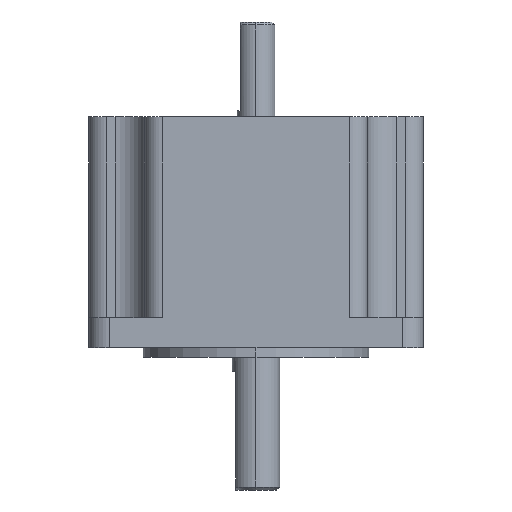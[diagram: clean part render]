
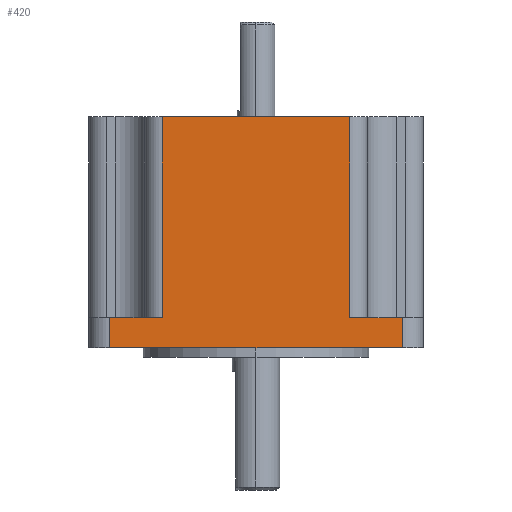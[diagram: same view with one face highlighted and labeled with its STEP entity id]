
A CAD part, left-side view. The second image highlights one B-rep face of the part: STEP entity #420.
In plain terms, the highlighted planar face has unit normal (-1, 0, 0).
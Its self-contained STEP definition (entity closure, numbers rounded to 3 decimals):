
#122 = PLANE ( 'NONE',  #1583 ) ;
#123 = CARTESIAN_POINT ( 'NONE',  ( -28.2, 28.2, 5.08 ) ) ;
#124 = DIRECTION ( 'NONE',  ( 1., 0., 0. ) ) ;
#125 = DIRECTION ( 'NONE',  ( 0., 1., 0. ) ) ;
#178 = VECTOR ( 'NONE', #1696, 1000. ) ;
#214 = VECTOR ( 'NONE', #1826, 1000. ) ;
#232 = VECTOR ( 'NONE', #1181, 1000. ) ;
#240 = VECTOR ( 'NONE', #1206, 1000. ) ;
#261 = VECTOR ( 'NONE', #1692, 1000. ) ;
#285 = VECTOR ( 'NONE', #1506, 1000. ) ;
#302 = VECTOR ( 'NONE', #1694, 1000. ) ;
#358 = CARTESIAN_POINT ( 'NONE',  ( -28.2, -24.7, 5.08 ) ) ;
#359 = DIRECTION ( 'NONE',  ( 0., 0., 1. ) ) ;
#420 = ADVANCED_FACE ( 'NONE', ( #1174 ), #122, .F. ) ;
#470 = EDGE_CURVE ( 'NONE', #863, #1365, #1254, .T. ) ;
#471 = EDGE_CURVE ( 'NONE', #788, #864, #1255, .T. ) ;
#472 = EDGE_CURVE ( 'NONE', #789, #1072, #1256, .T. ) ;
#601 = ORIENTED_EDGE ( 'NONE', *, *, #678, .T. ) ;
#602 = ORIENTED_EDGE ( 'NONE', *, *, #669, .F. ) ;
#603 = ORIENTED_EDGE ( 'NONE', *, *, #739, .T. ) ;
#620 = CARTESIAN_POINT ( 'NONE',  ( -28.2, 24.7, 5.08 ) ) ;
#621 = CARTESIAN_POINT ( 'NONE',  ( -28.2, 15.8, 5.08 ) ) ;
#659 = EDGE_CURVE ( 'NONE', #863, #864, #1269, .T. ) ;
#669 = EDGE_CURVE ( 'NONE', #1072, #1073, #1274, .T. ) ;
#678 = EDGE_CURVE ( 'NONE', #1365, #801, #1275, .T. ) ;
#694 = EDGE_CURVE ( 'NONE', #788, #789, #1433, .T. ) ;
#739 = EDGE_CURVE ( 'NONE', #801, #1073, #1456, .T. ) ;
#788 = VERTEX_POINT ( 'NONE', #971 ) ;
#789 = VERTEX_POINT ( 'NONE', #972 ) ;
#801 = VERTEX_POINT ( 'NONE', #984 ) ;
#863 = VERTEX_POINT ( 'NONE', #620 ) ;
#864 = VERTEX_POINT ( 'NONE', #621 ) ;
#971 = CARTESIAN_POINT ( 'NONE',  ( -28.2, 15.8, 39. ) ) ;
#972 = CARTESIAN_POINT ( 'NONE',  ( -28.2, -15.8, 39. ) ) ;
#984 = CARTESIAN_POINT ( 'NONE',  ( -28.2, -24.7, 0. ) ) ;
#1072 = VERTEX_POINT ( 'NONE', #1334 ) ;
#1073 = VERTEX_POINT ( 'NONE', #1335 ) ;
#1174 = FACE_OUTER_BOUND ( 'NONE', #1296, .T. ) ;
#1180 = CARTESIAN_POINT ( 'NONE',  ( -28.2, 28.2, 5.08 ) ) ;
#1181 = DIRECTION ( 'NONE',  ( 0., -1., 0. ) ) ;
#1205 = CARTESIAN_POINT ( 'NONE',  ( -28.2, 28.2, 5.08 ) ) ;
#1206 = DIRECTION ( 'NONE',  ( 0., -1., 0. ) ) ;
#1254 = LINE ( 'NONE', #1691, #261 ) ;
#1255 = LINE ( 'NONE', #1693, #302 ) ;
#1256 = LINE ( 'NONE', #1695, #178 ) ;
#1269 = LINE ( 'NONE', #1180, #232 ) ;
#1274 = LINE ( 'NONE', #1205, #240 ) ;
#1275 = LINE ( 'NONE', #1825, #214 ) ;
#1296 = EDGE_LOOP ( 'NONE', ( #601, #603, #602, #1727, #1728, #1729, #1730, #1731 ) ) ;
#1334 = CARTESIAN_POINT ( 'NONE',  ( -28.2, -15.8, 5.08 ) ) ;
#1335 = CARTESIAN_POINT ( 'NONE',  ( -28.2, -24.7, 5.08 ) ) ;
#1339 = CARTESIAN_POINT ( 'NONE',  ( -28.2, 24.7, 0. ) ) ;
#1365 = VERTEX_POINT ( 'NONE', #1339 ) ;
#1433 = LINE ( 'NONE', #1505, #285 ) ;
#1456 = LINE ( 'NONE', #358, #1914 ) ;
#1505 = CARTESIAN_POINT ( 'NONE',  ( -28.2, 15.8, 39. ) ) ;
#1506 = DIRECTION ( 'NONE',  ( 0., -1., 0. ) ) ;
#1583 = AXIS2_PLACEMENT_3D ( 'NONE', #123, #124, #125 ) ;
#1691 = CARTESIAN_POINT ( 'NONE',  ( -28.2, 24.7, 5.08 ) ) ;
#1692 = DIRECTION ( 'NONE',  ( 0., 0., -1. ) ) ;
#1693 = CARTESIAN_POINT ( 'NONE',  ( -28.2, 15.8, 39. ) ) ;
#1694 = DIRECTION ( 'NONE',  ( 0., 0., -1. ) ) ;
#1695 = CARTESIAN_POINT ( 'NONE',  ( -28.2, -15.8, 39. ) ) ;
#1696 = DIRECTION ( 'NONE',  ( 0., 0., -1. ) ) ;
#1727 = ORIENTED_EDGE ( 'NONE', *, *, #472, .F. ) ;
#1728 = ORIENTED_EDGE ( 'NONE', *, *, #694, .F. ) ;
#1729 = ORIENTED_EDGE ( 'NONE', *, *, #471, .T. ) ;
#1730 = ORIENTED_EDGE ( 'NONE', *, *, #659, .F. ) ;
#1731 = ORIENTED_EDGE ( 'NONE', *, *, #470, .T. ) ;
#1825 = CARTESIAN_POINT ( 'NONE',  ( -28.2, 28.2, 0. ) ) ;
#1826 = DIRECTION ( 'NONE',  ( 0., -1., 0. ) ) ;
#1914 = VECTOR ( 'NONE', #359, 1000. ) ;
